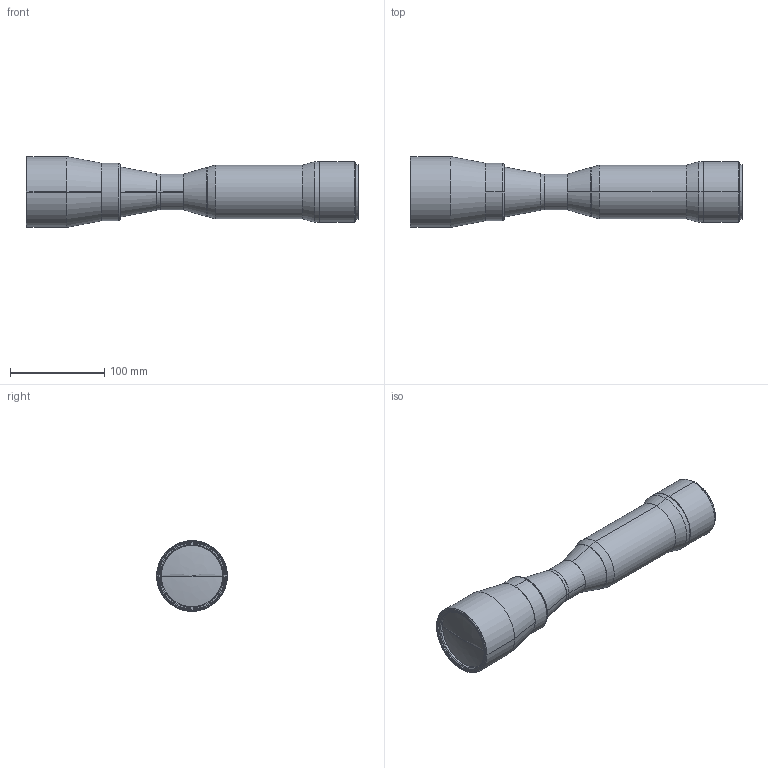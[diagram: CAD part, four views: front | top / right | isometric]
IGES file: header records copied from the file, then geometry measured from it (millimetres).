
Start section: SolidWorks IGES file using analytic representation for surfaces
Global section: file name: TC16M048-K.igs; native system: SolidWorks 2018; preprocessor: SolidWorks 2018; author: localUser; date: 181127.170200; units: millimetre
Bounding box: 351.87 x 75 x 75 mm (x, y, z)
Surface area: 86078.8 mm2 (no closed solid volume)
Topology: 0 solids, 0 shells, 69 faces, 1594 edges, 1593 vertices
Faces by surface type: revolution 46, bspline 23
